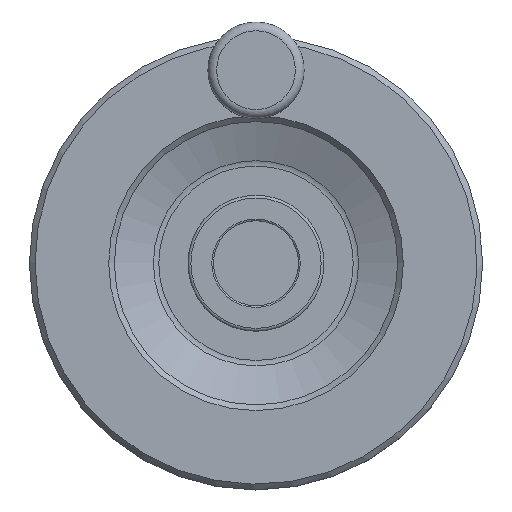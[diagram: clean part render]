
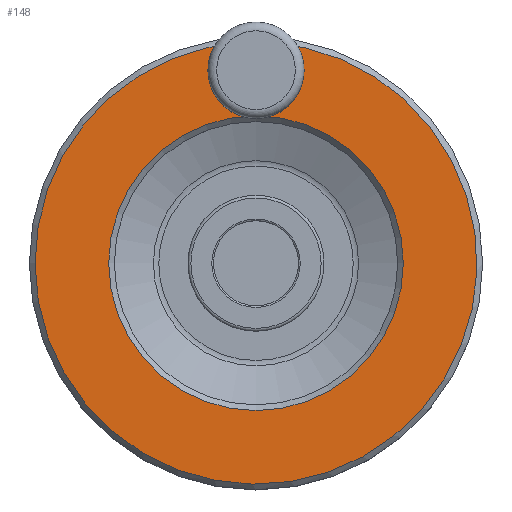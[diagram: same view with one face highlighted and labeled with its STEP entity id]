
A CAD part, top view. The second image highlights one B-rep face of the part: STEP entity #148.
In plain terms, the highlighted planar face has unit normal (0, 0, 1).
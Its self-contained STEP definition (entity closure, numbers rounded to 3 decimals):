
#148 = ADVANCED_FACE( '', ( #387, #388 ), #389, .F. );
#387 = FACE_BOUND( '', #1024, .T. );
#388 = FACE_OUTER_BOUND( '', #1025, .T. );
#389 = PLANE( '', #1026 );
#1024 = EDGE_LOOP( '', ( #2349 ) );
#1025 = EDGE_LOOP( '', ( #2350, #2351 ) );
#1026 = AXIS2_PLACEMENT_3D( '', #2352, #2353, #2354 );
#2349 = ORIENTED_EDGE( '', *, *, #3071, .T. );
#2350 = ORIENTED_EDGE( '', *, *, #3072, .T. );
#2351 = ORIENTED_EDGE( '', *, *, #3048, .T. );
#2352 = CARTESIAN_POINT( '', ( 0., 40., 21. ) );
#2353 = DIRECTION( '', ( 0., 0., -1. ) );
#2354 = DIRECTION( '', ( -1., 0., 0. ) );
#3048 = EDGE_CURVE( '', #3345, #3344, #3347, .F. );
#3071 = EDGE_CURVE( '', #3385, #3385, #3386, .T. );
#3072 = EDGE_CURVE( '', #3344, #3345, #3387, .F. );
#3344 = VERTEX_POINT( '', #3766 );
#3345 = VERTEX_POINT( '', #3767 );
#3347 = CIRCLE( '', #3769, 39. );
#3385 = VERTEX_POINT( '', #3957 );
#3386 = CIRCLE( '', #3958, 26. );
#3387 = CIRCLE( '', #3959, 5.322 );
#3766 = CARTESIAN_POINT( '', ( 1.953, 38.951, 21. ) );
#3767 = CARTESIAN_POINT( '', ( -1.953, 38.951, 21. ) );
#3769 = AXIS2_PLACEMENT_3D( '', #4859, #4860, #4861 );
#3957 = CARTESIAN_POINT( '', ( -26., 0., 21. ) );
#3958 = AXIS2_PLACEMENT_3D( '', #4890, #4891, #4892 );
#3959 = AXIS2_PLACEMENT_3D( '', #4893, #4894, #4895 );
#4859 = CARTESIAN_POINT( '', ( 0., 0., 21. ) );
#4860 = DIRECTION( '', ( 0., 0., -1. ) );
#4861 = DIRECTION( '', ( -1., 0., 0. ) );
#4890 = CARTESIAN_POINT( '', ( 0., 0., 21. ) );
#4891 = DIRECTION( '', ( 0., 0., -1. ) );
#4892 = DIRECTION( '', ( -1., 0., 0. ) );
#4893 = CARTESIAN_POINT( '', ( 0., 34., 21. ) );
#4894 = DIRECTION( '', ( 0., 0., 1. ) );
#4895 = DIRECTION( '', ( 0., 1., 0. ) );
